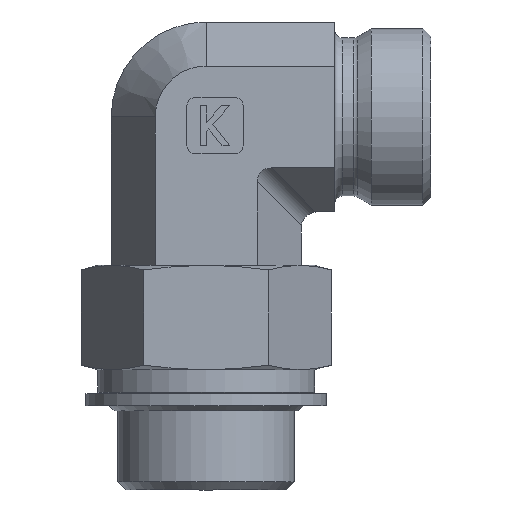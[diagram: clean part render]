
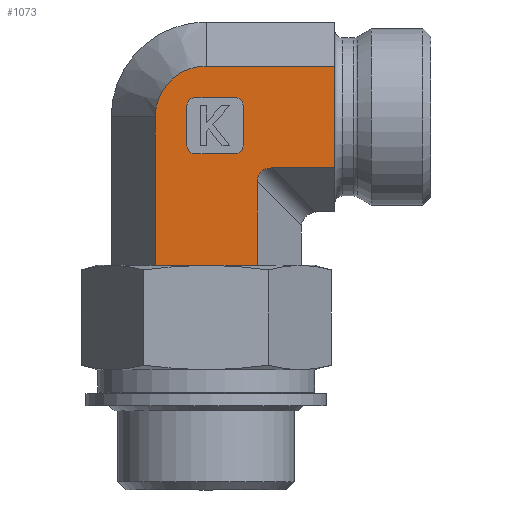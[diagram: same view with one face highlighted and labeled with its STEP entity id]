
A CAD part, left-side view. The second image highlights one B-rep face of the part: STEP entity #1073.
In plain terms, the highlighted planar face has unit normal (-1, 0, 0).
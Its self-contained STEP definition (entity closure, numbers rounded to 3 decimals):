
#347=CARTESIAN_POINT('',(-11.0,6.351,1.5));
#348=VERTEX_POINT('',#347);
#349=CARTESIAN_POINT('',(-11.,0.,1.5));
#350=VERTEX_POINT('',#349);
#351=CARTESIAN_POINT('',(-11.0,6.351,1.5));
#352=DIRECTION('',(0.0,-1.0,0.0));
#353=VECTOR('',#352,6.351);
#354=LINE('',#351,#353);
#355=EDGE_CURVE('',#348,#350,#354,.T.);
#378=CARTESIAN_POINT('',(-11.0,-6.351,1.5));
#379=VERTEX_POINT('',#378);
#388=CARTESIAN_POINT('',(-11.0,0.,1.5));
#389=DIRECTION('',(0.0,-1.0,0.0));
#390=VECTOR('',#389,6.351);
#391=LINE('',#388,#390);
#392=EDGE_CURVE('',#350,#379,#391,.T.);
#544=CARTESIAN_POINT('',(-11.0,-6.351,11.917));
#545=VERTEX_POINT('',#544);
#552=CARTESIAN_POINT('',(-11.0,-6.351,1.5));
#553=DIRECTION('',(0.0,0.0,1.0));
#554=VECTOR('',#553,10.417);
#555=LINE('',#552,#554);
#556=EDGE_CURVE('',#379,#545,#555,.T.);
#893=CARTESIAN_POINT('',(-11.,-16.,13.649));
#894=VERTEX_POINT('',#893);
#895=CARTESIAN_POINT('',(-11.0,-16.,26.351));
#896=VERTEX_POINT('',#895);
#897=CARTESIAN_POINT('',(-11.0,-16.,13.649));
#898=DIRECTION('',(0.0,0.0,1.0));
#899=VECTOR('',#898,12.702);
#900=LINE('',#897,#899);
#901=EDGE_CURVE('',#894,#896,#900,.T.);
#954=CARTESIAN_POINT('',(-11.0,-6.351,0.0));
#955=DIRECTION('',(-1.0,0.0,0.0));
#956=DIRECTION('',(0.0,0.0,1.0));
#957=AXIS2_PLACEMENT_3D('',#954,#955,#956);
#958=PLANE('',#957);
#959=ORIENTED_EDGE('',*,*,#392,.T.);
#960=ORIENTED_EDGE('',*,*,#556,.T.);
#961=CARTESIAN_POINT('',(-11.,-8.083,13.649));
#962=VERTEX_POINT('',#961);
#963=CARTESIAN_POINT('',(-11.0,-8.66,11.34));
#964=DIRECTION('',(-1.0,0.0,0.0));
#965=DIRECTION('',(0.0,0.707,0.707));
#966=AXIS2_PLACEMENT_3D('',#963,#964,#965);
#967=ELLIPSE('',#966,2.582,2.0);
#968=EDGE_CURVE('',#962,#545,#967,.T.);
#969=ORIENTED_EDGE('',*,*,#968,.F.);
#970=CARTESIAN_POINT('',(-11.,-8.083,13.649));
#971=DIRECTION('',(0.0,-1.0,0.0));
#972=VECTOR('',#971,7.917);
#973=LINE('',#970,#972);
#974=EDGE_CURVE('',#962,#894,#973,.T.);
#975=ORIENTED_EDGE('',*,*,#974,.T.);
#976=ORIENTED_EDGE('',*,*,#901,.T.);
#977=CARTESIAN_POINT('',(-11.0,0.,26.351));
#978=VERTEX_POINT('',#977);
#979=CARTESIAN_POINT('',(-11.0,0.,26.351));
#980=DIRECTION('',(0.0,-1.0,0.0));
#981=VECTOR('',#980,16.0);
#982=LINE('',#979,#981);
#983=EDGE_CURVE('',#978,#896,#982,.T.);
#984=ORIENTED_EDGE('',*,*,#983,.F.);
#985=CARTESIAN_POINT('',(-11.0,6.351,20.0));
#986=VERTEX_POINT('',#985);
#987=CARTESIAN_POINT('',(-11.0,0.,20.0));
#988=DIRECTION('',(-1.0,0.0,0.0));
#989=DIRECTION('',(0.0,0.0,1.0));
#990=AXIS2_PLACEMENT_3D('',#987,#988,#989);
#991=CIRCLE('',#990,6.351);
#992=EDGE_CURVE('',#978,#986,#991,.T.);
#993=ORIENTED_EDGE('',*,*,#992,.T.);
#994=CARTESIAN_POINT('',(-11.0,6.351,1.5));
#995=DIRECTION('',(0.0,0.0,1.0));
#996=VECTOR('',#995,18.5);
#997=LINE('',#994,#996);
#998=EDGE_CURVE('',#348,#986,#997,.T.);
#999=ORIENTED_EDGE('',*,*,#998,.F.);
#1000=ORIENTED_EDGE('',*,*,#355,.T.);
#1001=EDGE_LOOP('',(#959,#960,#969,#975,#976,#984,#993,#999,#1000));
#1002=FACE_OUTER_BOUND('',#1001,.T.);
#1003=CARTESIAN_POINT('',(-11.0,-3.6,15.4));
#1004=VERTEX_POINT('',#1003);
#1005=CARTESIAN_POINT('',(-11.0,1.4,15.4));
#1006=VERTEX_POINT('',#1005);
#1007=CARTESIAN_POINT('',(-11.0,-3.6,15.4));
#1008=DIRECTION('',(0.0,1.0,0.0));
#1009=VECTOR('',#1008,5.);
#1010=LINE('',#1007,#1009);
#1011=EDGE_CURVE('',#1004,#1006,#1010,.T.);
#1012=ORIENTED_EDGE('',*,*,#1011,.T.);
#1013=CARTESIAN_POINT('',(-11.0,2.4,16.4));
#1014=VERTEX_POINT('',#1013);
#1015=CARTESIAN_POINT('',(-11.0,1.4,16.4));
#1016=DIRECTION('',(-1.0,0.0,0.0));
#1017=DIRECTION('',(0.0,0.707,-0.707));
#1018=AXIS2_PLACEMENT_3D('',#1015,#1016,#1017);
#1019=CIRCLE('',#1018,1.0);
#1020=EDGE_CURVE('',#1014,#1006,#1019,.T.);
#1021=ORIENTED_EDGE('',*,*,#1020,.F.);
#1022=CARTESIAN_POINT('',(-11.0,2.4,21.4));
#1023=VERTEX_POINT('',#1022);
#1024=CARTESIAN_POINT('',(-11.0,2.4,16.4));
#1025=DIRECTION('',(0.0,0.0,1.0));
#1026=VECTOR('',#1025,5.0);
#1027=LINE('',#1024,#1026);
#1028=EDGE_CURVE('',#1014,#1023,#1027,.T.);
#1029=ORIENTED_EDGE('',*,*,#1028,.T.);
#1030=CARTESIAN_POINT('',(-11.0,1.4,22.4));
#1031=VERTEX_POINT('',#1030);
#1032=CARTESIAN_POINT('',(-11.0,1.4,21.4));
#1033=DIRECTION('',(-1.0,0.0,0.0));
#1034=DIRECTION('',(0.0,0.707,0.707));
#1035=AXIS2_PLACEMENT_3D('',#1032,#1033,#1034);
#1036=CIRCLE('',#1035,1.0);
#1037=EDGE_CURVE('',#1031,#1023,#1036,.T.);
#1038=ORIENTED_EDGE('',*,*,#1037,.F.);
#1039=CARTESIAN_POINT('',(-11.0,-3.6,22.4));
#1040=VERTEX_POINT('',#1039);
#1041=CARTESIAN_POINT('',(-11.0,1.4,22.4));
#1042=DIRECTION('',(0.0,-1.0,0.0));
#1043=VECTOR('',#1042,5.0);
#1044=LINE('',#1041,#1043);
#1045=EDGE_CURVE('',#1031,#1040,#1044,.T.);
#1046=ORIENTED_EDGE('',*,*,#1045,.T.);
#1047=CARTESIAN_POINT('',(-11.0,-4.6,21.4));
#1048=VERTEX_POINT('',#1047);
#1049=CARTESIAN_POINT('',(-11.0,-3.6,21.4));
#1050=DIRECTION('',(-1.0,0.0,0.0));
#1051=DIRECTION('',(0.0,-0.707,0.707));
#1052=AXIS2_PLACEMENT_3D('',#1049,#1050,#1051);
#1053=CIRCLE('',#1052,1.0);
#1054=EDGE_CURVE('',#1048,#1040,#1053,.T.);
#1055=ORIENTED_EDGE('',*,*,#1054,.F.);
#1056=CARTESIAN_POINT('',(-11.0,-4.6,16.4));
#1057=VERTEX_POINT('',#1056);
#1058=CARTESIAN_POINT('',(-11.0,-4.6,21.4));
#1059=DIRECTION('',(0.0,0.0,-1.0));
#1060=VECTOR('',#1059,5.0);
#1061=LINE('',#1058,#1060);
#1062=EDGE_CURVE('',#1048,#1057,#1061,.T.);
#1063=ORIENTED_EDGE('',*,*,#1062,.T.);
#1064=CARTESIAN_POINT('',(-11.0,-3.6,16.4));
#1065=DIRECTION('',(-1.0,0.0,0.0));
#1066=DIRECTION('',(0.0,-0.707,-0.707));
#1067=AXIS2_PLACEMENT_3D('',#1064,#1065,#1066);
#1068=CIRCLE('',#1067,1.0);
#1069=EDGE_CURVE('',#1004,#1057,#1068,.T.);
#1070=ORIENTED_EDGE('',*,*,#1069,.F.);
#1071=EDGE_LOOP('',(#1012,#1021,#1029,#1038,#1046,#1055,#1063,#1070));
#1072=FACE_BOUND('',#1071,.T.);
#1073=ADVANCED_FACE('',(#1002,#1072),#958,.T.);
